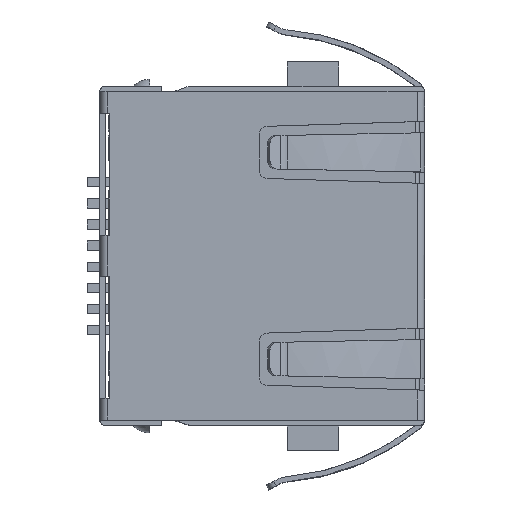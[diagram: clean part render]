
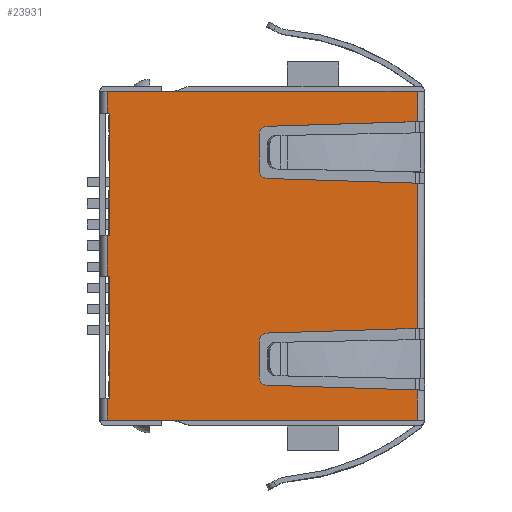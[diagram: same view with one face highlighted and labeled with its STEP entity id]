
A CAD part, top view. The second image highlights one B-rep face of the part: STEP entity #23931.
In plain terms, the highlighted planar face has unit normal (0, 0, 1).
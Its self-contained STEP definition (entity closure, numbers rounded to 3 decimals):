
#558=PLANE('',#25152);
#934=CIRCLE('',#24736,0.4);
#935=CIRCLE('',#24738,0.4);
#1008=CIRCLE('',#24993,0.4);
#1009=CIRCLE('',#24995,0.4);
#4227=ORIENTED_EDGE('',*,*,#7701,.F.);
#4228=ORIENTED_EDGE('',*,*,#7664,.F.);
#4229=ORIENTED_EDGE('',*,*,#7706,.F.);
#4230=ORIENTED_EDGE('',*,*,#7667,.F.);
#4231=ORIENTED_EDGE('',*,*,#7696,.F.);
#4232=ORIENTED_EDGE('',*,*,#8278,.T.);
#4233=ORIENTED_EDGE('',*,*,#8100,.F.);
#4234=ORIENTED_EDGE('',*,*,#8065,.F.);
#4235=ORIENTED_EDGE('',*,*,#8110,.F.);
#4236=ORIENTED_EDGE('',*,*,#8062,.F.);
#4237=ORIENTED_EDGE('',*,*,#8105,.F.);
#4238=ORIENTED_EDGE('',*,*,#8279,.T.);
#4239=ORIENTED_EDGE('',*,*,#8280,.F.);
#4240=ORIENTED_EDGE('',*,*,#7829,.F.);
#4241=ORIENTED_EDGE('',*,*,#8281,.F.);
#4242=ORIENTED_EDGE('',*,*,#8223,.F.);
#4243=ORIENTED_EDGE('',*,*,#8221,.F.);
#4244=ORIENTED_EDGE('',*,*,#7823,.F.);
#4245=ORIENTED_EDGE('',*,*,#8282,.F.);
#4246=ORIENTED_EDGE('',*,*,#7930,.F.);
#4247=ORIENTED_EDGE('',*,*,#7932,.F.);
#4248=ORIENTED_EDGE('',*,*,#7924,.F.);
#4249=ORIENTED_EDGE('',*,*,#8283,.T.);
#4250=ORIENTED_EDGE('',*,*,#8284,.T.);
#7664=EDGE_CURVE('',#9955,#9956,#934,.T.);
#7667=EDGE_CURVE('',#9957,#9958,#935,.T.);
#7696=EDGE_CURVE('',#9981,#9957,#11895,.T.);
#7701=EDGE_CURVE('',#9956,#9984,#11898,.T.);
#7706=EDGE_CURVE('',#9958,#9955,#11901,.T.);
#7823=EDGE_CURVE('',#10070,#10071,#11967,.T.);
#7829=EDGE_CURVE('',#10075,#10076,#11970,.T.);
#7924=EDGE_CURVE('',#10133,#10134,#12053,.T.);
#7930=EDGE_CURVE('',#10136,#10137,#12057,.T.);
#7932=EDGE_CURVE('',#10134,#10136,#12059,.T.);
#8062=EDGE_CURVE('',#10217,#10218,#1008,.T.);
#8065=EDGE_CURVE('',#10219,#10220,#1009,.T.);
#8100=EDGE_CURVE('',#10220,#10243,#12169,.T.);
#8105=EDGE_CURVE('',#10246,#10217,#12172,.T.);
#8110=EDGE_CURVE('',#10218,#10219,#12175,.T.);
#8221=EDGE_CURVE('',#10071,#10328,#12238,.T.);
#8223=EDGE_CURVE('',#10328,#10329,#12240,.T.);
#8278=EDGE_CURVE('',#9981,#10243,#12273,.T.);
#8279=EDGE_CURVE('',#10246,#10359,#12274,.T.);
#8280=EDGE_CURVE('',#10076,#10359,#12275,.T.);
#8281=EDGE_CURVE('',#10329,#10075,#12276,.T.);
#8282=EDGE_CURVE('',#10137,#10070,#12277,.T.);
#8283=EDGE_CURVE('',#10133,#10360,#12278,.T.);
#8284=EDGE_CURVE('',#10360,#9984,#12279,.T.);
#9955=VERTEX_POINT('',#32905);
#9956=VERTEX_POINT('',#32907);
#9957=VERTEX_POINT('',#32911);
#9958=VERTEX_POINT('',#32913);
#9981=VERTEX_POINT('',#32972);
#9984=VERTEX_POINT('',#32981);
#10070=VERTEX_POINT('',#33220);
#10071=VERTEX_POINT('',#33222);
#10075=VERTEX_POINT('',#33234);
#10076=VERTEX_POINT('',#33235);
#10133=VERTEX_POINT('',#33419);
#10134=VERTEX_POINT('',#33420);
#10136=VERTEX_POINT('',#33429);
#10137=VERTEX_POINT('',#33431);
#10217=VERTEX_POINT('',#33696);
#10218=VERTEX_POINT('',#33698);
#10219=VERTEX_POINT('',#33702);
#10220=VERTEX_POINT('',#33704);
#10243=VERTEX_POINT('',#33771);
#10246=VERTEX_POINT('',#33780);
#10328=VERTEX_POINT('',#34009);
#10329=VERTEX_POINT('',#34013);
#10359=VERTEX_POINT('',#34124);
#10360=VERTEX_POINT('',#34129);
#11895=LINE('',#32971,#14083);
#11898=LINE('',#32980,#14086);
#11901=LINE('',#32989,#14089);
#11967=LINE('',#33221,#14155);
#11970=LINE('',#33233,#14158);
#12053=LINE('',#33418,#14241);
#12057=LINE('',#33430,#14245);
#12059=LINE('',#33434,#14247);
#12169=LINE('',#33770,#14357);
#12172=LINE('',#33779,#14360);
#12175=LINE('',#33788,#14363);
#12238=LINE('',#34008,#14426);
#12240=LINE('',#34012,#14428);
#12273=LINE('',#34121,#14461);
#12274=LINE('',#34123,#14462);
#12275=LINE('',#34125,#14463);
#12276=LINE('',#34126,#14464);
#12277=LINE('',#34127,#14465);
#12278=LINE('',#34128,#14466);
#12279=LINE('',#34130,#14467);
#14083=VECTOR('',#27665,1000.);
#14086=VECTOR('',#27674,1000.);
#14089=VECTOR('',#27683,1000.);
#14155=VECTOR('',#27913,1000.);
#14158=VECTOR('',#27926,1000.);
#14241=VECTOR('',#28097,1000.);
#14245=VECTOR('',#28109,1000.);
#14247=VECTOR('',#28113,1000.);
#14357=VECTOR('',#28465,1000.);
#14360=VECTOR('',#28474,1000.);
#14363=VECTOR('',#28483,1000.);
#14426=VECTOR('',#28702,1000.);
#14428=VECTOR('',#28706,1000.);
#14461=VECTOR('',#28831,1000.);
#14462=VECTOR('',#28834,1000.);
#14463=VECTOR('',#28835,1000.);
#14464=VECTOR('',#28836,1000.);
#14465=VECTOR('',#28837,1000.);
#14466=VECTOR('',#28838,1000.);
#14467=VECTOR('',#28839,1000.);
#15697=EDGE_LOOP('',(#4227,#4228,#4229,#4230,#4231,#4232,#4233,#4234,#4235,
#4236,#4237,#4238,#4239,#4240,#4241,#4242,#4243,#4244,#4245,#4246,#4247,
#4248,#4249,#4250));
#16618=FACE_BOUND('',#15697,.T.);
#23931=ADVANCED_FACE('',(#16618),#558,.T.);
#24736=AXIS2_PLACEMENT_3D('',#32906,#27603,#27604);
#24738=AXIS2_PLACEMENT_3D('',#32912,#27609,#27610);
#24993=AXIS2_PLACEMENT_3D('',#33697,#28389,#28390);
#24995=AXIS2_PLACEMENT_3D('',#33703,#28395,#28396);
#25152=AXIS2_PLACEMENT_3D('',#34122,#28832,#28833);
#27603=DIRECTION('',(0.,0.,1.));
#27604=DIRECTION('',(0.,-1.,0.));
#27609=DIRECTION('',(0.,0.,1.));
#27610=DIRECTION('',(0.,-1.,0.));
#27665=DIRECTION('',(-0.031,1.,0.));
#27674=DIRECTION('',(-0.031,-1.,0.));
#27683=DIRECTION('',(-1.,0.,0.));
#27913=DIRECTION('',(1.,0.,0.));
#27926=DIRECTION('',(1.,0.,0.));
#28097=DIRECTION('',(1.,0.,0.));
#28109=DIRECTION('',(1.,0.,0.));
#28113=DIRECTION('',(0.,-1.,0.));
#28389=DIRECTION('',(0.,0.,1.));
#28390=DIRECTION('',(0.,-1.,0.));
#28395=DIRECTION('',(0.,0.,1.));
#28396=DIRECTION('',(0.,-1.,0.));
#28465=DIRECTION('',(-0.031,-1.,0.));
#28474=DIRECTION('',(-0.031,1.,0.));
#28483=DIRECTION('',(-1.,0.,0.));
#28702=DIRECTION('',(0.,-1.,0.));
#28706=DIRECTION('',(1.,0.,0.));
#28831=DIRECTION('',(1.,0.,0.));
#28832=DIRECTION('',(0.,0.,1.));
#28833=DIRECTION('',(0.,-1.,0.));
#28834=DIRECTION('',(1.,0.,0.));
#28835=DIRECTION('',(0.,-1.,0.));
#28836=DIRECTION('',(0.,1.,0.));
#28837=DIRECTION('',(0.,1.,0.));
#28838=DIRECTION('',(0.,-1.,0.));
#28839=DIRECTION('',(1.,0.,0.));
#32905=CARTESIAN_POINT('',(-5.862,0.225,6.675));
#32906=CARTESIAN_POINT('',(-5.862,-0.175,6.675));
#32907=CARTESIAN_POINT('',(-6.262,-0.163,6.675));
#32911=CARTESIAN_POINT('',(-3.738,-0.163,6.675));
#32912=CARTESIAN_POINT('',(-4.138,-0.175,6.675));
#32913=CARTESIAN_POINT('',(-4.138,0.225,6.675));
#32971=CARTESIAN_POINT('',(-3.5,-7.775,6.675));
#32972=CARTESIAN_POINT('',(-3.511,-7.415,6.675));
#32980=CARTESIAN_POINT('',(-6.25,0.225,6.675));
#32981=CARTESIAN_POINT('',(-6.489,-7.415,6.675));
#32989=CARTESIAN_POINT('',(-3.75,0.225,6.675));
#33220=CARTESIAN_POINT('',(-0.99,7.565,6.675));
#33221=CARTESIAN_POINT('',(-7.95,7.565,6.675));
#33222=CARTESIAN_POINT('',(0.99,7.565,6.675));
#33233=CARTESIAN_POINT('',(-7.95,7.565,6.675));
#33234=CARTESIAN_POINT('',(6.89,7.565,6.675));
#33235=CARTESIAN_POINT('',(7.95,7.565,6.675));
#33418=CARTESIAN_POINT('',(-7.95,7.565,6.675));
#33419=CARTESIAN_POINT('',(-7.95,7.565,6.675));
#33420=CARTESIAN_POINT('',(-6.89,7.565,6.675));
#33429=CARTESIAN_POINT('',(-6.89,7.466,6.675));
#33430=CARTESIAN_POINT('',(-6.89,7.466,6.675));
#33431=CARTESIAN_POINT('',(-0.99,7.466,6.675));
#33434=CARTESIAN_POINT('',(-6.89,7.966,6.675));
#33696=CARTESIAN_POINT('',(6.262,-0.163,6.675));
#33697=CARTESIAN_POINT('',(5.862,-0.175,6.675));
#33698=CARTESIAN_POINT('',(5.862,0.225,6.675));
#33702=CARTESIAN_POINT('',(4.138,0.225,6.675));
#33703=CARTESIAN_POINT('',(4.138,-0.175,6.675));
#33704=CARTESIAN_POINT('',(3.738,-0.163,6.675));
#33770=CARTESIAN_POINT('',(3.75,0.225,6.675));
#33771=CARTESIAN_POINT('',(3.511,-7.415,6.675));
#33779=CARTESIAN_POINT('',(6.5,-7.775,6.675));
#33780=CARTESIAN_POINT('',(6.489,-7.415,6.675));
#33788=CARTESIAN_POINT('',(6.25,0.225,6.675));
#34008=CARTESIAN_POINT('',(0.99,7.966,6.675));
#34009=CARTESIAN_POINT('',(0.99,7.466,6.675));
#34012=CARTESIAN_POINT('',(0.99,7.466,6.675));
#34013=CARTESIAN_POINT('',(6.89,7.466,6.675));
#34121=CARTESIAN_POINT('',(-7.95,-7.415,6.675));
#34122=CARTESIAN_POINT('',(-7.95,-7.415,6.675));
#34123=CARTESIAN_POINT('',(-7.95,-7.415,6.675));
#34124=CARTESIAN_POINT('',(7.95,-7.415,6.675));
#34125=CARTESIAN_POINT('',(7.95,-7.415,6.675));
#34126=CARTESIAN_POINT('',(6.89,7.466,6.675));
#34127=CARTESIAN_POINT('',(-0.99,7.466,6.675));
#34128=CARTESIAN_POINT('',(-7.95,-7.415,6.675));
#34129=CARTESIAN_POINT('',(-7.95,-7.415,6.675));
#34130=CARTESIAN_POINT('',(-7.95,-7.415,6.675));
